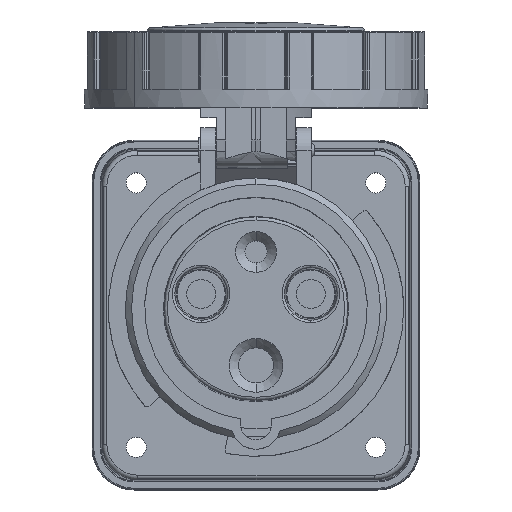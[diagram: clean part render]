
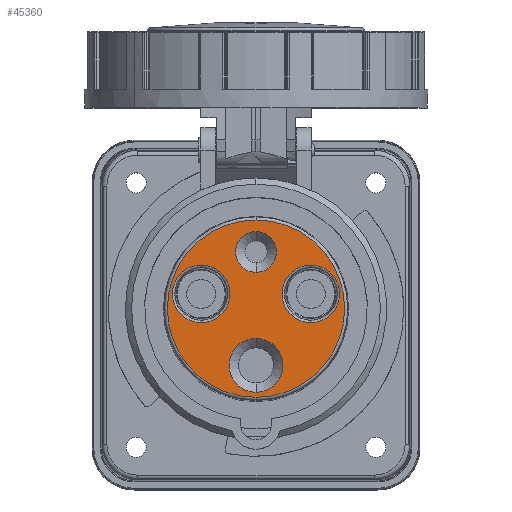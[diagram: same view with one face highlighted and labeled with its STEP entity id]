
A CAD part, top view. The second image highlights one B-rep face of the part: STEP entity #45360.
In plain terms, the highlighted planar face has unit normal (0, 0, 1).
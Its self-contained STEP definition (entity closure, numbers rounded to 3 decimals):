
#1656 = EDGE_CURVE ( 'NONE', #44238, #22249, #31896, .T. ) ;
#1702 = DIRECTION ( 'NONE',  ( 1., 0., 0. ) ) ;
#1711 = DIRECTION ( 'NONE',  ( 0., 0., 1. ) ) ;
#1816 = VERTEX_POINT ( 'NONE', #9843 ) ;
#2370 = ORIENTED_EDGE ( 'NONE', *, *, #22014, .F. ) ;
#2811 = CIRCLE ( 'NONE', #33888, 8.65 ) ;
#3877 = CARTESIAN_POINT ( 'NONE',  ( 0., 0., -1.624 ) ) ;
#4645 = FACE_BOUND ( 'NONE', #40926, .T. ) ;
#4874 = AXIS2_PLACEMENT_3D ( 'NONE', #44611, #11009, #14617 ) ;
#5795 = EDGE_CURVE ( 'NONE', #43300, #1816, #19903, .T. ) ;
#6152 = CARTESIAN_POINT ( 'NONE',  ( 0., 0., -1.624 ) ) ;
#6438 = AXIS2_PLACEMENT_3D ( 'NONE', #17021, #16737, #12586 ) ;
#8137 = EDGE_CURVE ( 'NONE', #42089, #10247, #8235, .T. ) ;
#8235 = CIRCLE ( 'NONE', #53471, 6.55 ) ;
#8330 = ORIENTED_EDGE ( 'NONE', *, *, #1656, .F. ) ;
#8780 = DIRECTION ( 'NONE',  ( 0., 1., 0. ) ) ;
#8809 = FACE_BOUND ( 'NONE', #43896, .T. ) ;
#9333 = DIRECTION ( 'NONE',  ( 0., 0., 1. ) ) ;
#9843 = CARTESIAN_POINT ( 'NONE',  ( 0., -28.504, -1.624 ) ) ;
#10039 = CARTESIAN_POINT ( 'NONE',  ( 0., 24.8, -1.624 ) ) ;
#10078 = CARTESIAN_POINT ( 'NONE',  ( -17.628, 4.723, -1.624 ) ) ;
#10084 = DIRECTION ( 'NONE',  ( 0., 0., 1. ) ) ;
#10179 = VERTEX_POINT ( 'NONE', #21985 ) ;
#10247 = VERTEX_POINT ( 'NONE', #10039 ) ;
#10430 = ORIENTED_EDGE ( 'NONE', *, *, #40516, .F. ) ;
#11009 = DIRECTION ( 'NONE',  ( 0., 0., 1. ) ) ;
#11423 = EDGE_CURVE ( 'NONE', #1816, #43300, #54038, .T. ) ;
#12253 = DIRECTION ( 'NONE',  ( 0., 1., 0. ) ) ;
#12586 = DIRECTION ( 'NONE',  ( 0., 1., 0. ) ) ;
#12988 = FACE_OUTER_BOUND ( 'NONE', #43309, .T. ) ;
#13691 = DIRECTION ( 'NONE',  ( 0., 0., -1. ) ) ;
#14000 = CARTESIAN_POINT ( 'NONE',  ( 17.628, 13.982, -1.624 ) ) ;
#14299 = AXIS2_PLACEMENT_3D ( 'NONE', #10078, #1711, #40061 ) ;
#14617 = DIRECTION ( 'NONE',  ( 0., -1., 0. ) ) ;
#14787 = ORIENTED_EDGE ( 'NONE', *, *, #5795, .F. ) ;
#15334 = AXIS2_PLACEMENT_3D ( 'NONE', #43684, #10084, #22834 ) ;
#16117 = VERTEX_POINT ( 'NONE', #33940 ) ;
#16737 = DIRECTION ( 'NONE',  ( 0., 0., 1. ) ) ;
#16779 = ORIENTED_EDGE ( 'NONE', *, *, #11423, .F. ) ;
#17021 = CARTESIAN_POINT ( 'NONE',  ( 17.628, 4.723, -1.624 ) ) ;
#17101 = DIRECTION ( 'NONE',  ( 0., 1., 0. ) ) ;
#18020 = EDGE_LOOP ( 'NONE', ( #8330, #34526 ) ) ;
#19903 = CIRCLE ( 'NONE', #27900, 28.504 ) ;
#20817 = DIRECTION ( 'NONE',  ( 0., 0., -1. ) ) ;
#21985 = CARTESIAN_POINT ( 'NONE',  ( 17.628, -4.536, -1.624 ) ) ;
#22014 = EDGE_CURVE ( 'NONE', #23570, #10179, #47237, .T. ) ;
#22249 = VERTEX_POINT ( 'NONE', #34045 ) ;
#22834 = DIRECTION ( 'NONE',  ( 0., 1., 0. ) ) ;
#23534 = ORIENTED_EDGE ( 'NONE', *, *, #24220, .F. ) ;
#23570 = VERTEX_POINT ( 'NONE', #14000 ) ;
#24140 = CARTESIAN_POINT ( 'NONE',  ( 0., -9.6, -1.624 ) ) ;
#24183 = DIRECTION ( 'NONE',  ( 0., 0., 1. ) ) ;
#24220 = EDGE_CURVE ( 'NONE', #10179, #23570, #43344, .T. ) ;
#25995 = CIRCLE ( 'NONE', #15334, 8.65 ) ;
#26593 = ORIENTED_EDGE ( 'NONE', *, *, #33438, .F. ) ;
#27096 = CARTESIAN_POINT ( 'NONE',  ( -17.628, -4.536, -1.624 ) ) ;
#27900 = AXIS2_PLACEMENT_3D ( 'NONE', #6152, #13691, #1702 ) ;
#29037 = EDGE_CURVE ( 'NONE', #31003, #16117, #2811, .T. ) ;
#29420 = ORIENTED_EDGE ( 'NONE', *, *, #29037, .F. ) ;
#29913 = FACE_BOUND ( 'NONE', #18020, .T. ) ;
#30076 = AXIS2_PLACEMENT_3D ( 'NONE', #3877, #20817, #37770 ) ;
#30460 = EDGE_CURVE ( 'NONE', #22249, #44238, #38275, .T. ) ;
#31003 = VERTEX_POINT ( 'NONE', #24140 ) ;
#31287 = PLANE ( 'NONE',  #4874 ) ;
#31896 = CIRCLE ( 'NONE', #46086, 9.259 ) ;
#33367 = CARTESIAN_POINT ( 'NONE',  ( 17.628, 4.723, -1.624 ) ) ;
#33438 = EDGE_CURVE ( 'NONE', #16117, #31003, #25995, .T. ) ;
#33888 = AXIS2_PLACEMENT_3D ( 'NONE', #44080, #47984, #43811 ) ;
#33940 = CARTESIAN_POINT ( 'NONE',  ( 0., -26.9, -1.624 ) ) ;
#34045 = CARTESIAN_POINT ( 'NONE',  ( -17.628, 13.982, -1.624 ) ) ;
#34526 = ORIENTED_EDGE ( 'NONE', *, *, #30460, .F. ) ;
#35704 = DIRECTION ( 'NONE',  ( 0., 0., 1. ) ) ;
#37401 = DIRECTION ( 'NONE',  ( 0., 0., 1. ) ) ;
#37770 = DIRECTION ( 'NONE',  ( 1., 0., 0. ) ) ;
#38275 = CIRCLE ( 'NONE', #14299, 9.259 ) ;
#40061 = DIRECTION ( 'NONE',  ( 0., 1., 0. ) ) ;
#40146 = CARTESIAN_POINT ( 'NONE',  ( 0., 18.25, -1.624 ) ) ;
#40516 = EDGE_CURVE ( 'NONE', #10247, #42089, #47195, .T. ) ;
#40926 = EDGE_LOOP ( 'NONE', ( #29420, #26593 ) ) ;
#42089 = VERTEX_POINT ( 'NONE', #48989 ) ;
#43300 = VERTEX_POINT ( 'NONE', #49273 ) ;
#43309 = EDGE_LOOP ( 'NONE', ( #16779, #14787 ) ) ;
#43344 = CIRCLE ( 'NONE', #47785, 9.259 ) ;
#43684 = CARTESIAN_POINT ( 'NONE',  ( 0., -18.25, -1.624 ) ) ;
#43811 = DIRECTION ( 'NONE',  ( 0., 1., 0. ) ) ;
#43896 = EDGE_LOOP ( 'NONE', ( #10430, #48367 ) ) ;
#44080 = CARTESIAN_POINT ( 'NONE',  ( 0., -18.25, -1.624 ) ) ;
#44238 = VERTEX_POINT ( 'NONE', #27096 ) ;
#44611 = CARTESIAN_POINT ( 'NONE',  ( -14.75, 0., -1.624 ) ) ;
#45360 = ADVANCED_FACE ( 'NONE', ( #12988, #29913, #46854, #8809, #4645 ), #31287, .T. ) ;
#46086 = AXIS2_PLACEMENT_3D ( 'NONE', #46264, #37401, #17101 ) ;
#46264 = CARTESIAN_POINT ( 'NONE',  ( -17.628, 4.723, -1.624 ) ) ;
#46854 = FACE_BOUND ( 'NONE', #50791, .T. ) ;
#47195 = CIRCLE ( 'NONE', #48055, 6.55 ) ;
#47237 = CIRCLE ( 'NONE', #6438, 9.259 ) ;
#47648 = DIRECTION ( 'NONE',  ( 0., 1., 0. ) ) ;
#47785 = AXIS2_PLACEMENT_3D ( 'NONE', #33367, #24183, #12253 ) ;
#47984 = DIRECTION ( 'NONE',  ( 0., 0., 1. ) ) ;
#48055 = AXIS2_PLACEMENT_3D ( 'NONE', #40146, #35704, #47648 ) ;
#48367 = ORIENTED_EDGE ( 'NONE', *, *, #8137, .F. ) ;
#48989 = CARTESIAN_POINT ( 'NONE',  ( 0., 11.7, -1.624 ) ) ;
#49273 = CARTESIAN_POINT ( 'NONE',  ( 0., 28.504, -1.624 ) ) ;
#50791 = EDGE_LOOP ( 'NONE', ( #23534, #2370 ) ) ;
#51274 = CARTESIAN_POINT ( 'NONE',  ( 0., 18.25, -1.624 ) ) ;
#53471 = AXIS2_PLACEMENT_3D ( 'NONE', #51274, #9333, #8780 ) ;
#54038 = CIRCLE ( 'NONE', #30076, 28.504 ) ;
